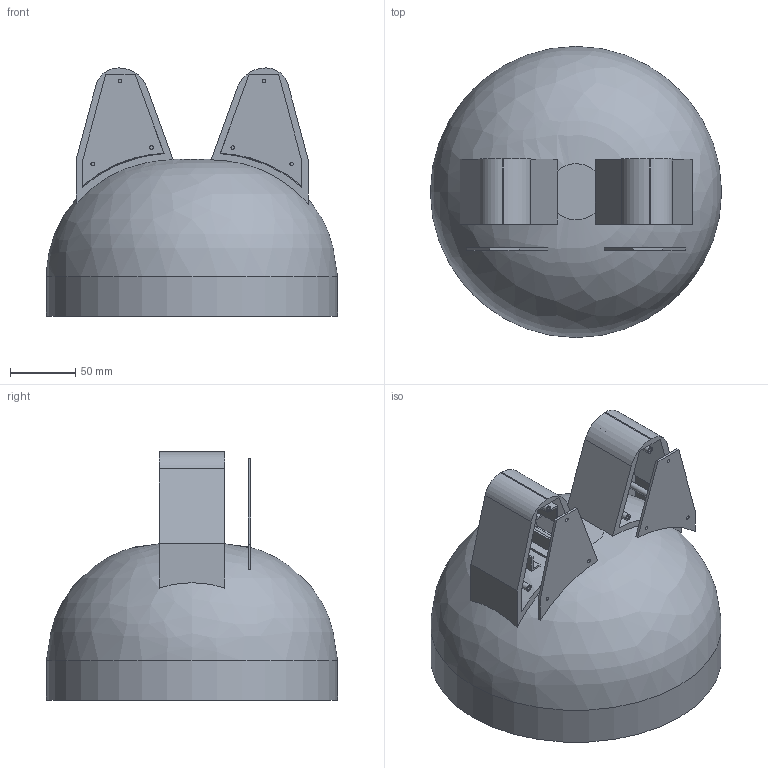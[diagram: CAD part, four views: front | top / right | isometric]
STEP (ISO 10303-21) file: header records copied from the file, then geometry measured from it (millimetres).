
FILE_DESCRIPTION(/* description */ (''),/* implementation_level */ '2;1');
FILE_NAME(/* name */ 'head_sensor.step',/* time_stamp */ '2026-02-22T13:45:54-08:00',/* author */ (''),/* organization */ (''),/* preprocessor_version */ 'ST-DEVELOPER v20.1',/* originating_system */ 'Autodesk Translation Framework v14.24.0.0',/* authorisation */ '');
FILE_SCHEMA (('AUTOMOTIVE_DESIGN { 1 0 10303 214 3 1 1 }'));
Length unit declared in the file: millimetre
Products named in the file (1): 2026-02-19-14-55-52-127
Bounding box: 223 x 223 x 190 mm (x, y, z)
Volume: 1027785.4 mm3; surface area: 262921.6 mm2
Topology: 3 solids, 3 shells, 141 faces, 328 edges, 216 vertices
Faces by surface type: plane 110, cylinder 24, bspline 7
Full cylindrical faces by diameter (mm): 2.75 x12, 5 x6, 203 x1, 223 x1
Entity records: 4417 total; most frequent: CARTESIAN_POINT 1151, ORIENTED_EDGE 656, DIRECTION 628, EDGE_CURVE 328, LINE 250, VECTOR 250, VERTEX_POINT 216, AXIS2_PLACEMENT_3D 189
